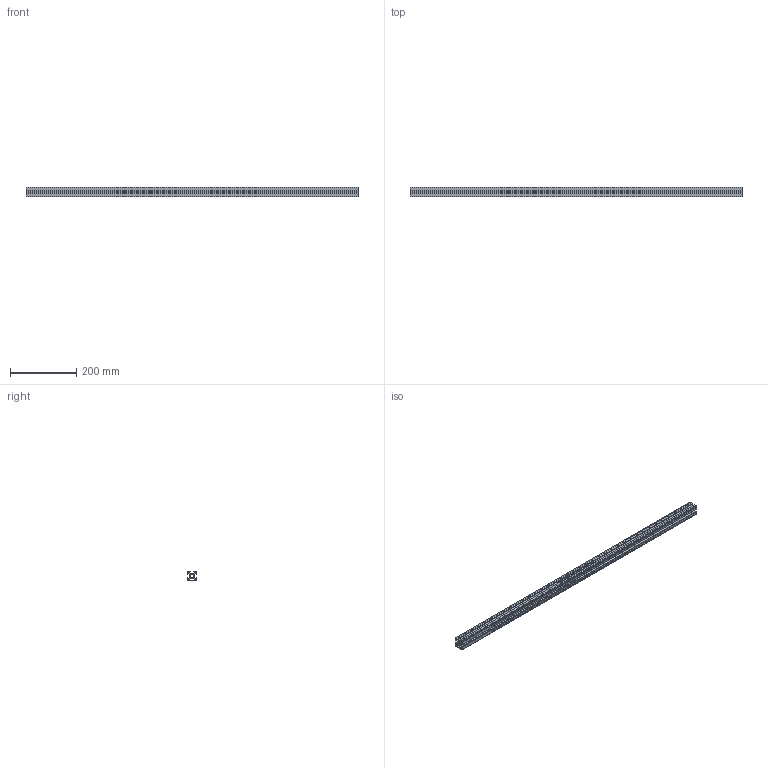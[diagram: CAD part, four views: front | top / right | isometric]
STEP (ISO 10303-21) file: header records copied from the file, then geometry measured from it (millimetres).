
FILE_DESCRIPTION((''),'2;1');
FILE_NAME('AR3747.stp','2019-03-07T14:54:58',('Envy'),(''),'Autodesk Inventor 2013','Autodesk Inventor 2013','');
FILE_SCHEMA(('AUTOMOTIVE_DESIGN { 1 0 10303 214 1 1 1 1 }'));
Length unit declared in the file: millimetre
Products named in the file (1): AR3747
Bounding box: 1000 x 30 x 30 mm (x, y, z)
Volume: 315457 mm3; surface area: 362038.8 mm2
Topology: 1 solids, 1 shells, 136 faces, 402 edges, 268 vertices
Faces by surface type: plane 90, cylinder 46
Entity records: 4588 total; most frequent: CARTESIAN_POINT 807, ORIENTED_EDGE 804, DIRECTION 768, EDGE_CURVE 402, VECTOR 310, LINE 310, VERTEX_POINT 268, AXIS2_PLACEMENT_3D 229
